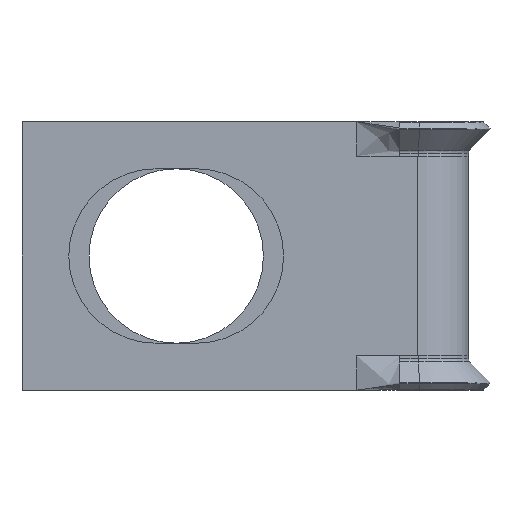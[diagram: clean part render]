
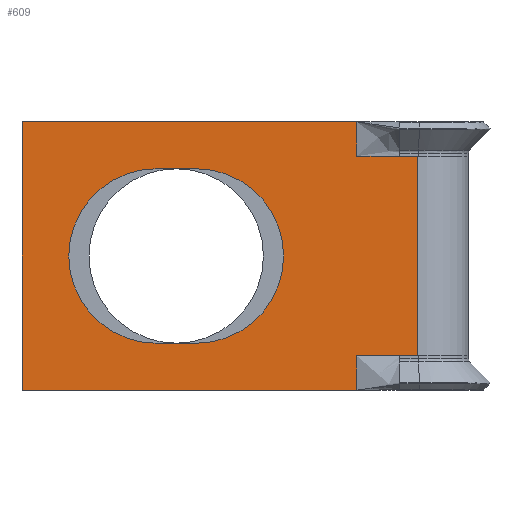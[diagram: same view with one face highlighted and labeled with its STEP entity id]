
A CAD part, left-side view. The second image highlights one B-rep face of the part: STEP entity #609.
In plain terms, the highlighted planar face has unit normal (-1, 0, 0).
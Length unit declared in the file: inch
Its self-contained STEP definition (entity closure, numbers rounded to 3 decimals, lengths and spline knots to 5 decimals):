
#14 = ORIENTED_EDGE ( 'NONE', *, *, #3127, .F. ) ;
#17 = ORIENTED_EDGE ( 'NONE', *, *, #3374, .F. ) ;
#19 = DIRECTION ( 'NONE',  ( 0., 0., -1. ) ) ;
#51 = DIRECTION ( 'NONE',  ( 0., -1., 0. ) ) ;
#85 = CARTESIAN_POINT ( 'NONE',  ( -0.025, -0.562, -0.2325 ) ) ;
#114 = VERTEX_POINT ( 'NONE', #2355 ) ;
#115 = EDGE_CURVE ( 'NONE', #114, #1577, #2745, .T. ) ;
#122 = VERTEX_POINT ( 'NONE', #1360 ) ;
#174 = CARTESIAN_POINT ( 'NONE',  ( -0.025, -0.4202, -0.2325 ) ) ;
#238 = B_SPLINE_CURVE_WITH_KNOTS ( 'NONE', 3,
 ( #3460, #837, #1808, #1498 ),
 .UNSPECIFIED., .F., .F.,
 ( 4, 4 ),
 ( 0., 1. ),
 .UNSPECIFIED. ) ;
#319 = VECTOR ( 'NONE', #3659, 39.37008 ) ;
#353 = CARTESIAN_POINT ( 'NONE',  ( -0.025, -0.047, -0.203 ) ) ;
#369 = CARTESIAN_POINT ( 'NONE',  ( -0.025, -0.562, 0.3125 ) ) ;
#420 = EDGE_CURVE ( 'NONE', #4249, #3735, #238, .T. ) ;
#456 = AXIS2_PLACEMENT_3D ( 'NONE', #1484, #4110, #2142 ) ;
#480 = EDGE_CURVE ( 'NONE', #3283, #3573, #3003, .T. ) ;
#496 = EDGE_LOOP ( 'NONE', ( #3263, #3890, #2699, #2542, #1934, #14, #855, #3534, #1887 ) ) ;
#510 = CARTESIAN_POINT ( 'NONE',  ( -0.025, -0.562, 0.2325 ) ) ;
#525 = VECTOR ( 'NONE', #19, 39.37008 ) ;
#535 = CARTESIAN_POINT ( 'NONE',  ( -0.025, 0.047, 0.203 ) ) ;
#609 = ADVANCED_FACE ( 'NONE', ( #1153, #2029 ), #3777, .F. ) ;
#616 = CARTESIAN_POINT ( 'NONE',  ( -0.025, -0.56385, 0.2325 ) ) ;
#662 = CARTESIAN_POINT ( 'NONE',  ( -0.025, -0.4202, 0.2325 ) ) ;
#678 = CARTESIAN_POINT ( 'NONE',  ( -0.025, -0.4202, 0.3125 ) ) ;
#815 = DIRECTION ( 'NONE',  ( 0., 0., -1. ) ) ;
#837 = CARTESIAN_POINT ( 'NONE',  ( -0.025, -0.45354, 0.2325 ) ) ;
#855 = ORIENTED_EDGE ( 'NONE', *, *, #1294, .F. ) ;
#859 = ORIENTED_EDGE ( 'NONE', *, *, #900, .F. ) ;
#900 = EDGE_CURVE ( 'NONE', #3275, #1534, #1410, .T. ) ;
#950 = DIRECTION ( 'NONE',  ( 0., -1., 0. ) ) ;
#1009 = EDGE_CURVE ( 'NONE', #3333, #2439, #3825, .T. ) ;
#1040 = EDGE_CURVE ( 'NONE', #3532, #3414, #2952, .T. ) ;
#1144 = CARTESIAN_POINT ( 'NONE',  ( -0.025, 0.359, 0.3125 ) ) ;
#1153 = FACE_BOUND ( 'NONE', #3106, .T. ) ;
#1294 = EDGE_CURVE ( 'NONE', #2439, #4096, #4179, .T. ) ;
#1315 = CARTESIAN_POINT ( 'NONE',  ( -0.025, -0.047, 0.203 ) ) ;
#1360 = CARTESIAN_POINT ( 'NONE',  ( -0.025, -0.25, 0. ) ) ;
#1410 = LINE ( 'NONE', #1315, #3151 ) ;
#1448 = VECTOR ( 'NONE', #950, 39.37008 ) ;
#1484 = CARTESIAN_POINT ( 'NONE',  ( -0.025, -0.562, 0.3125 ) ) ;
#1498 = CARTESIAN_POINT ( 'NONE',  ( -0.02499, -0.5202, 0.2325 ) ) ;
#1513 = CARTESIAN_POINT ( 'NONE',  ( -0.025, -0.047, 0. ) ) ;
#1534 = VERTEX_POINT ( 'NONE', #535 ) ;
#1563 = VECTOR ( 'NONE', #3104, 39.37008 ) ;
#1577 = VERTEX_POINT ( 'NONE', #1861 ) ;
#1606 = CIRCLE ( 'NONE', #3685, 0.203 ) ;
#1666 = VECTOR ( 'NONE', #4007, 39.37008 ) ;
#1669 = LINE ( 'NONE', #678, #4285 ) ;
#1756 = AXIS2_PLACEMENT_3D ( 'NONE', #3838, #1864, #4164 ) ;
#1764 = LINE ( 'NONE', #3674, #1666 ) ;
#1808 = CARTESIAN_POINT ( 'NONE',  ( -0.02499, -0.48687, 0.2325 ) ) ;
#1838 = DIRECTION ( 'NONE',  ( 0., -1., 0. ) ) ;
#1839 = DIRECTION ( 'NONE',  ( 0., -1., 0. ) ) ;
#1861 = CARTESIAN_POINT ( 'NONE',  ( -0.025, -0.4202, 0.3125 ) ) ;
#1864 = DIRECTION ( 'NONE',  ( -1., 0., 0. ) ) ;
#1872 = VECTOR ( 'NONE', #3342, 39.37008 ) ;
#1887 = ORIENTED_EDGE ( 'NONE', *, *, #3418, .F. ) ;
#1909 = VECTOR ( 'NONE', #815, 39.37008 ) ;
#1934 = ORIENTED_EDGE ( 'NONE', *, *, #480, .T. ) ;
#2023 = LINE ( 'NONE', #1144, #1909 ) ;
#2029 = FACE_OUTER_BOUND ( 'NONE', #496, .T. ) ;
#2038 = DIRECTION ( 'NONE',  ( -1., 0., 0. ) ) ;
#2079 = CARTESIAN_POINT ( 'NONE',  ( -0.025, -0.562, -0.2325 ) ) ;
#2128 = VECTOR ( 'NONE', #1839, 39.37008 ) ;
#2142 = DIRECTION ( 'NONE',  ( 0., 0., -1. ) ) ;
#2195 = EDGE_CURVE ( 'NONE', #1577, #4249, #1669, .T. ) ;
#2221 = LINE ( 'NONE', #616, #1448 ) ;
#2355 = CARTESIAN_POINT ( 'NONE',  ( -0.025, 0.359, 0.3125 ) ) ;
#2356 = CARTESIAN_POINT ( 'NONE',  ( -0.02499, -0.5202, 0.2325 ) ) ;
#2439 = VERTEX_POINT ( 'NONE', #2079 ) ;
#2542 = ORIENTED_EDGE ( 'NONE', *, *, #2550, .T. ) ;
#2550 = EDGE_CURVE ( 'NONE', #114, #3283, #2023, .T. ) ;
#2579 = CARTESIAN_POINT ( 'NONE',  ( -0.025, -0.047, -0.203 ) ) ;
#2597 = CARTESIAN_POINT ( 'NONE',  ( -0.025, 0.047, -0.203 ) ) ;
#2601 = ORIENTED_EDGE ( 'NONE', *, *, #2791, .F. ) ;
#2640 = DIRECTION ( 'NONE',  ( 0., 0., -1. ) ) ;
#2699 = ORIENTED_EDGE ( 'NONE', *, *, #115, .F. ) ;
#2745 = LINE ( 'NONE', #369, #1872 ) ;
#2791 = EDGE_CURVE ( 'NONE', #1534, #3532, #1606, .T. ) ;
#2952 = LINE ( 'NONE', #353, #319 ) ;
#3003 = LINE ( 'NONE', #3145, #2128 ) ;
#3099 = CARTESIAN_POINT ( 'NONE',  ( -0.025, -0.047, 0.203 ) ) ;
#3104 = DIRECTION ( 'NONE',  ( 0., 1., 0. ) ) ;
#3106 = EDGE_LOOP ( 'NONE', ( #859, #17, #3420, #3581, #2601 ) ) ;
#3127 = EDGE_CURVE ( 'NONE', #4096, #3573, #1764, .T. ) ;
#3145 = CARTESIAN_POINT ( 'NONE',  ( -0.025, -0.562, -0.3125 ) ) ;
#3151 = VECTOR ( 'NONE', #3610, 39.37008 ) ;
#3263 = ORIENTED_EDGE ( 'NONE', *, *, #420, .F. ) ;
#3275 = VERTEX_POINT ( 'NONE', #3099 ) ;
#3283 = VERTEX_POINT ( 'NONE', #3426 ) ;
#3303 = CIRCLE ( 'NONE', #3818, 0.203 ) ;
#3326 = EDGE_CURVE ( 'NONE', #3414, #122, #3303, .T. ) ;
#3333 = VERTEX_POINT ( 'NONE', #510 ) ;
#3342 = DIRECTION ( 'NONE',  ( 0., -1., 0. ) ) ;
#3374 = EDGE_CURVE ( 'NONE', #122, #3275, #3863, .T. ) ;
#3414 = VERTEX_POINT ( 'NONE', #2579 ) ;
#3418 = EDGE_CURVE ( 'NONE', #3735, #3333, #2221, .T. ) ;
#3420 = ORIENTED_EDGE ( 'NONE', *, *, #3326, .F. ) ;
#3426 = CARTESIAN_POINT ( 'NONE',  ( -0.025, 0.359, -0.3125 ) ) ;
#3460 = CARTESIAN_POINT ( 'NONE',  ( -0.025, -0.4202, 0.2325 ) ) ;
#3532 = VERTEX_POINT ( 'NONE', #2597 ) ;
#3534 = ORIENTED_EDGE ( 'NONE', *, *, #1009, .F. ) ;
#3573 = VERTEX_POINT ( 'NONE', #3945 ) ;
#3581 = ORIENTED_EDGE ( 'NONE', *, *, #1040, .F. ) ;
#3610 = DIRECTION ( 'NONE',  ( 0., 1., 0. ) ) ;
#3647 = CARTESIAN_POINT ( 'NONE',  ( -0.025, -0.562, 0.3125 ) ) ;
#3659 = DIRECTION ( 'NONE',  ( 0., -1., 0. ) ) ;
#3674 = CARTESIAN_POINT ( 'NONE',  ( -0.025, -0.4202, -0.3125 ) ) ;
#3685 = AXIS2_PLACEMENT_3D ( 'NONE', #4010, #2038, #51 ) ;
#3735 = VERTEX_POINT ( 'NONE', #2356 ) ;
#3777 = PLANE ( 'NONE',  #456 ) ;
#3809 = DIRECTION ( 'NONE',  ( -1., 0., 0. ) ) ;
#3818 = AXIS2_PLACEMENT_3D ( 'NONE', #1513, #3809, #1838 ) ;
#3825 = LINE ( 'NONE', #3647, #525 ) ;
#3838 = CARTESIAN_POINT ( 'NONE',  ( -0.025, -0.047, 0. ) ) ;
#3863 = CIRCLE ( 'NONE', #1756, 0.203 ) ;
#3890 = ORIENTED_EDGE ( 'NONE', *, *, #2195, .F. ) ;
#3945 = CARTESIAN_POINT ( 'NONE',  ( -0.025, -0.4202, -0.3125 ) ) ;
#4007 = DIRECTION ( 'NONE',  ( 0., 0., -1. ) ) ;
#4010 = CARTESIAN_POINT ( 'NONE',  ( -0.025, 0.047, 0. ) ) ;
#4096 = VERTEX_POINT ( 'NONE', #174 ) ;
#4110 = DIRECTION ( 'NONE',  ( 1., 0., 0. ) ) ;
#4164 = DIRECTION ( 'NONE',  ( 0., -1., 0. ) ) ;
#4179 = LINE ( 'NONE', #85, #1563 ) ;
#4249 = VERTEX_POINT ( 'NONE', #662 ) ;
#4285 = VECTOR ( 'NONE', #2640, 39.37008 ) ;
